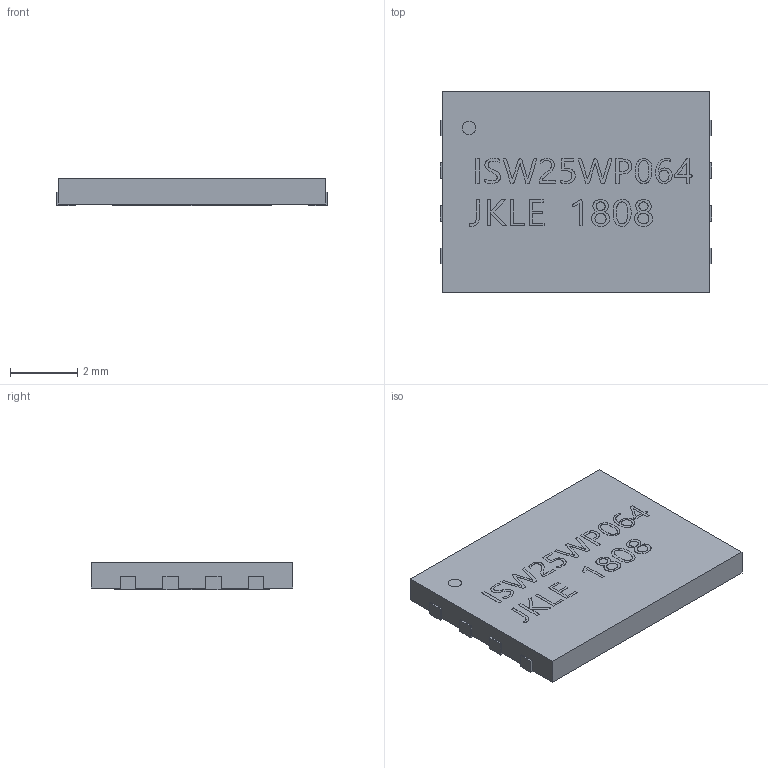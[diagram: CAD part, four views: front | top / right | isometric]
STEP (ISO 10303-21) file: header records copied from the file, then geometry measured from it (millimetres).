
FILE_DESCRIPTION (( 'STEP AP214' ), '1' );
FILE_NAME ('IS25WP064A-JKLE_ISI.step', '2021-02-28T02:59:03', ( '' ), ( '' ), 'SwSTEP 2.0', 'SolidWorks 2020', '' );
FILE_SCHEMA (( 'AUTOMOTIVE_DESIGN' ));
Length unit declared in the file: millimetre
Products named in the file (1): IS25WP064A-JKLE_ISI
Bounding box: 8.05 x 5.99 x 0.81 mm (x, y, z)
Volume: 37.6 mm3; surface area: 168.9 mm2
Topology: 11 solids, 11 shells, 369 faces, 960 edges, 640 vertices
Faces by surface type: plane 220, bspline 147, cylinder 2
Entity records: 12273 total; most frequent: CARTESIAN_POINT 3881, ORIENTED_EDGE 1920, DIRECTION 1116, EDGE_CURVE 960, LINE 662, VECTOR 662, VERTEX_POINT 640, EDGE_LOOP 396
